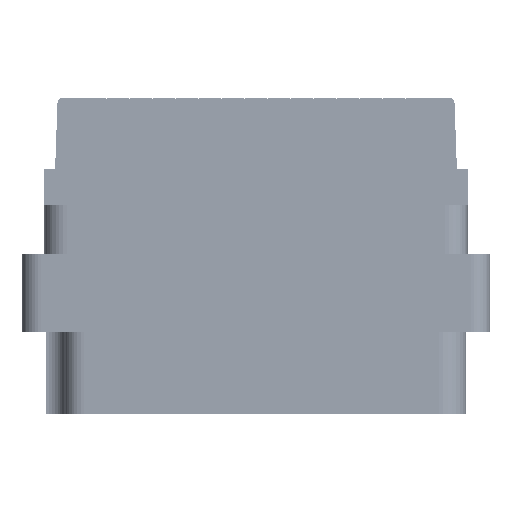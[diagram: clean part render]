
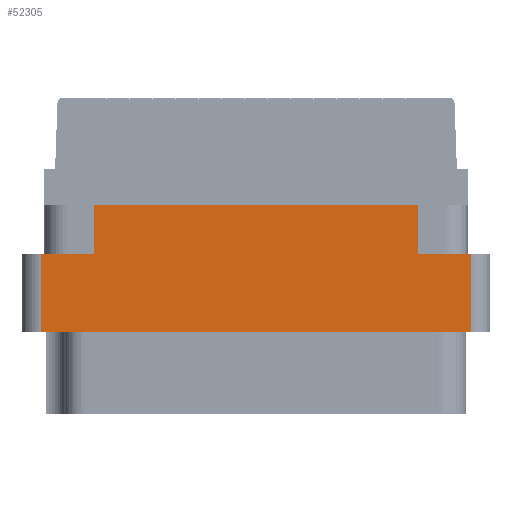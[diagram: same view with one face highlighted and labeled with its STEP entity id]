
A CAD part, left-side view. The second image highlights one B-rep face of the part: STEP entity #52305.
In plain terms, the highlighted planar face has unit normal (-1, 0, 0).
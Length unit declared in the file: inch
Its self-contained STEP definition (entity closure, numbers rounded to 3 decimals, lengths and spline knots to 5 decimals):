
#472 = VERTEX_POINT ( 'NONE', #58426 ) ;
#2807 = ORIENTED_EDGE ( 'NONE', *, *, #7462, .F. ) ;
#3163 = PLANE ( 'NONE',  #35147 ) ;
#5673 = EDGE_CURVE ( 'NONE', #87079, #472, #63110, .T. ) ;
#7381 = LINE ( 'NONE', #48635, #90348 ) ;
#7462 = EDGE_CURVE ( 'NONE', #30582, #41521, #25743, .T. ) ;
#8315 = VECTOR ( 'NONE', #82614, 39.37008 ) ;
#8806 = LINE ( 'NONE', #74308, #17761 ) ;
#9650 = CARTESIAN_POINT ( 'NONE',  ( -1.375, 0.5285, -0.117 ) ) ;
#11402 = ORIENTED_EDGE ( 'NONE', *, *, #5673, .F. ) ;
#11826 = EDGE_CURVE ( 'NONE', #70173, #30582, #7381, .T. ) ;
#14599 = DIRECTION ( 'NONE',  ( 0., -1., 0. ) ) ;
#15774 = ORIENTED_EDGE ( 'NONE', *, *, #48401, .F. ) ;
#16479 = FACE_OUTER_BOUND ( 'NONE', #52855, .T. ) ;
#16613 = DIRECTION ( 'NONE',  ( 0., -1., 0. ) ) ;
#17761 = VECTOR ( 'NONE', #16613, 39.37008 ) ;
#20960 = DIRECTION ( 'NONE',  ( 0., 1., 0. ) ) ;
#21009 = ORIENTED_EDGE ( 'NONE', *, *, #47917, .T. ) ;
#25743 = LINE ( 'NONE', #67457, #53047 ) ;
#26679 = VECTOR ( 'NONE', #28409, 39.37008 ) ;
#28409 = DIRECTION ( 'NONE',  ( 0., 0., 1. ) ) ;
#30582 = VERTEX_POINT ( 'NONE', #40005 ) ;
#34411 = CARTESIAN_POINT ( 'NONE',  ( -1.375, -0.5285, -0.277 ) ) ;
#35147 = AXIS2_PLACEMENT_3D ( 'NONE', #36654, #37093, #72803 ) ;
#36245 = DIRECTION ( 'NONE',  ( 0., -1., 0. ) ) ;
#36654 = CARTESIAN_POINT ( 'NONE',  ( -1.375, -0.7625, -0.798 ) ) ;
#37093 = DIRECTION ( 'NONE',  ( -1., 0., 0. ) ) ;
#40005 = CARTESIAN_POINT ( 'NONE',  ( -1.375, 0.5285, -0.277 ) ) ;
#41521 = VERTEX_POINT ( 'NONE', #9650 ) ;
#41566 = CARTESIAN_POINT ( 'NONE',  ( -1.375, 0., -0.529 ) ) ;
#43397 = VERTEX_POINT ( 'NONE', #81972 ) ;
#43748 = ORIENTED_EDGE ( 'NONE', *, *, #11826, .F. ) ;
#43755 = DIRECTION ( 'NONE',  ( 0., 0., 1. ) ) ;
#44765 = VERTEX_POINT ( 'NONE', #34411 ) ;
#45569 = ORIENTED_EDGE ( 'NONE', *, *, #49691, .T. ) ;
#46132 = CARTESIAN_POINT ( 'NONE',  ( -1.375, -0.7005, -0.529 ) ) ;
#47917 = EDGE_CURVE ( 'NONE', #87079, #43397, #51533, .T. ) ;
#48036 = CARTESIAN_POINT ( 'NONE',  ( -1.375, 0.7005, -0.277 ) ) ;
#48401 = EDGE_CURVE ( 'NONE', #44765, #43397, #8806, .T. ) ;
#48635 = CARTESIAN_POINT ( 'NONE',  ( -1.375, 0., -0.277 ) ) ;
#49691 = EDGE_CURVE ( 'NONE', #44765, #62920, #77462, .T. ) ;
#51533 = LINE ( 'NONE', #70810, #63006 ) ;
#52305 = ADVANCED_FACE ( 'NONE', ( #16479 ), #3163, .T. ) ;
#52855 = EDGE_LOOP ( 'NONE', ( #43748, #67677, #11402, #21009, #15774, #45569, #76147, #2807 ) ) ;
#53047 = VECTOR ( 'NONE', #88104, 39.37008 ) ;
#54198 = CARTESIAN_POINT ( 'NONE',  ( -1.375, 0.7005, -0.798 ) ) ;
#54643 = LINE ( 'NONE', #54198, #8315 ) ;
#56547 = CARTESIAN_POINT ( 'NONE',  ( -1.375, -0.5285, -0.117 ) ) ;
#58426 = CARTESIAN_POINT ( 'NONE',  ( -1.375, 0.7005, -0.529 ) ) ;
#62920 = VERTEX_POINT ( 'NONE', #56547 ) ;
#63006 = VECTOR ( 'NONE', #43755, 39.37008 ) ;
#63110 = LINE ( 'NONE', #41566, #81944 ) ;
#67457 = CARTESIAN_POINT ( 'NONE',  ( -1.375, 0.5285, -0.277 ) ) ;
#67677 = ORIENTED_EDGE ( 'NONE', *, *, #67935, .T. ) ;
#67935 = EDGE_CURVE ( 'NONE', #70173, #472, #54643, .T. ) ;
#70173 = VERTEX_POINT ( 'NONE', #48036 ) ;
#70810 = CARTESIAN_POINT ( 'NONE',  ( -1.375, -0.7005, -0.798 ) ) ;
#70941 = CARTESIAN_POINT ( 'NONE',  ( -1.375, 0.7625, -0.117 ) ) ;
#72803 = DIRECTION ( 'NONE',  ( 0., 0., 1. ) ) ;
#74308 = CARTESIAN_POINT ( 'NONE',  ( -1.375, 0., -0.277 ) ) ;
#76147 = ORIENTED_EDGE ( 'NONE', *, *, #86683, .F. ) ;
#77406 = LINE ( 'NONE', #70941, #85914 ) ;
#77462 = LINE ( 'NONE', #83867, #26679 ) ;
#81944 = VECTOR ( 'NONE', #20960, 39.37008 ) ;
#81972 = CARTESIAN_POINT ( 'NONE',  ( -1.375, -0.7005, -0.277 ) ) ;
#82614 = DIRECTION ( 'NONE',  ( 0., 0., -1. ) ) ;
#83867 = CARTESIAN_POINT ( 'NONE',  ( -1.375, -0.5285, -0.277 ) ) ;
#85914 = VECTOR ( 'NONE', #14599, 39.37008 ) ;
#86683 = EDGE_CURVE ( 'NONE', #41521, #62920, #77406, .T. ) ;
#87079 = VERTEX_POINT ( 'NONE', #46132 ) ;
#88104 = DIRECTION ( 'NONE',  ( 0., 0., 1. ) ) ;
#90348 = VECTOR ( 'NONE', #36245, 39.37008 ) ;
